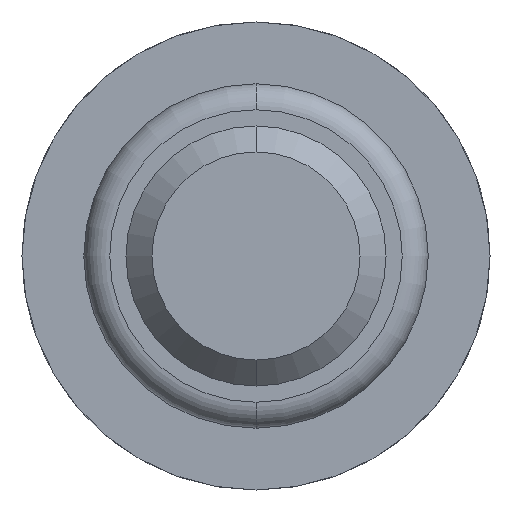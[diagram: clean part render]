
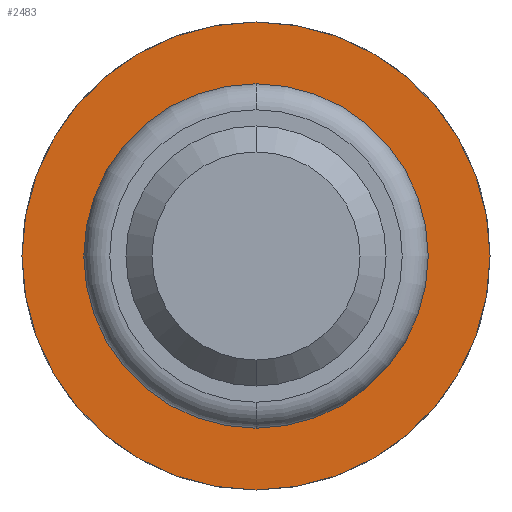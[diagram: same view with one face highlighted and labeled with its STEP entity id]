
A CAD part, front view. The second image highlights one B-rep face of the part: STEP entity #2483.
In plain terms, the highlighted planar face has unit normal (0, -1, 0).
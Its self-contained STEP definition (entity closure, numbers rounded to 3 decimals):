
#112 = DIRECTION ( 'NONE',  ( 0., 0., 1. ) ) ;
#191 = DIRECTION ( 'NONE',  ( 0., 1., 0. ) ) ;
#258 = VERTEX_POINT ( 'NONE', #4545 ) ;
#391 = CARTESIAN_POINT ( 'NONE',  ( 0., -1.8, -1.325 ) ) ;
#488 = VERTEX_POINT ( 'NONE', #2139 ) ;
#502 = AXIS2_PLACEMENT_3D ( 'NONE', #2533, #548, #112 ) ;
#548 = DIRECTION ( 'NONE',  ( 0., 1., 0. ) ) ;
#595 = CARTESIAN_POINT ( 'NONE',  ( 0., -1.8, 0. ) ) ;
#858 = EDGE_CURVE ( 'Defeature ausgef�hrt4_12+Defeature ausgef�hrt4_13+Defeature ausgef�hrt4_13+Defeature ausgef�hrt4_13', #258, #4411, #4346, .T. ) ;
#1551 = ORIENTED_EDGE ( 'NONE', *, *, #2175, .T. ) ;
#1634 = DIRECTION ( 'NONE',  ( 0., 1., 0. ) ) ;
#1716 = CIRCLE ( 'NONE', #1948, 1.325 ) ;
#1785 = EDGE_CURVE ( 'Defeature ausgef�hrt4_12+Defeature ausgef�hrt4_13+Defeature ausgef�hrt4_13+Defeature ausgef�hrt4_13', #4411, #258, #3518, .T. ) ;
#1948 = AXIS2_PLACEMENT_3D ( 'NONE', #4611, #191, #2219 ) ;
#1954 = ORIENTED_EDGE ( 'NONE', *, *, #2227, .T. ) ;
#2070 = DIRECTION ( 'NONE',  ( 0., 0., 1. ) ) ;
#2087 = AXIS2_PLACEMENT_3D ( 'NONE', #4841, #4450, #2070 ) ;
#2139 = CARTESIAN_POINT ( 'NONE',  ( 0., -1.8, 1.325 ) ) ;
#2175 = EDGE_CURVE ( 'Defeature ausgef�hrt4_13+Defeature ausgef�hrt4_14+Defeature ausgef�hrt4_14+Defeature ausgef�hrt4_14', #3352, #488, #1716, .T. ) ;
#2219 = DIRECTION ( 'NONE',  ( 0., 0., 1. ) ) ;
#2222 = CIRCLE ( 'NONE', #2668, 1.325 ) ;
#2227 = EDGE_CURVE ( 'Defeature ausgef�hrt4_13+Defeature ausgef�hrt4_14+Defeature ausgef�hrt4_14+Defeature ausgef�hrt4_14', #488, #3352, #2222, .T. ) ;
#2483 = ADVANCED_FACE ( 'Defeature ausgef�hrt4_13', ( #4997, #3919 ), #4926, .F. ) ;
#2533 = CARTESIAN_POINT ( 'NONE',  ( 1.8, -1.8, 0. ) ) ;
#2649 = CARTESIAN_POINT ( 'NONE',  ( 0., -1.8, -1.8 ) ) ;
#2668 = AXIS2_PLACEMENT_3D ( 'NONE', #595, #3341, #3387 ) ;
#3250 = DIRECTION ( 'NONE',  ( 0., 0., 1. ) ) ;
#3341 = DIRECTION ( 'NONE',  ( 0., 1., 0. ) ) ;
#3352 = VERTEX_POINT ( 'NONE', #391 ) ;
#3387 = DIRECTION ( 'NONE',  ( 0., 0., 1. ) ) ;
#3518 = CIRCLE ( 'NONE', #4359, 1.8 ) ;
#3852 = EDGE_LOOP ( 'NONE', ( #3936, #4365 ) ) ;
#3919 = FACE_BOUND ( 'NONE', #4080, .T. ) ;
#3936 = ORIENTED_EDGE ( 'NONE', *, *, #858, .F. ) ;
#4080 = EDGE_LOOP ( 'NONE', ( #1954, #1551 ) ) ;
#4346 = CIRCLE ( 'NONE', #2087, 1.8 ) ;
#4359 = AXIS2_PLACEMENT_3D ( 'NONE', #4862, #1634, #3250 ) ;
#4365 = ORIENTED_EDGE ( 'NONE', *, *, #1785, .F. ) ;
#4411 = VERTEX_POINT ( 'NONE', #2649 ) ;
#4450 = DIRECTION ( 'NONE',  ( 0., 1., 0. ) ) ;
#4545 = CARTESIAN_POINT ( 'NONE',  ( 0., -1.8, 1.8 ) ) ;
#4611 = CARTESIAN_POINT ( 'NONE',  ( 0., -1.8, 0. ) ) ;
#4841 = CARTESIAN_POINT ( 'NONE',  ( 0., -1.8, 0. ) ) ;
#4862 = CARTESIAN_POINT ( 'NONE',  ( 0., -1.8, 0. ) ) ;
#4926 = PLANE ( 'NONE',  #502 ) ;
#4997 = FACE_OUTER_BOUND ( 'NONE', #3852, .T. ) ;
